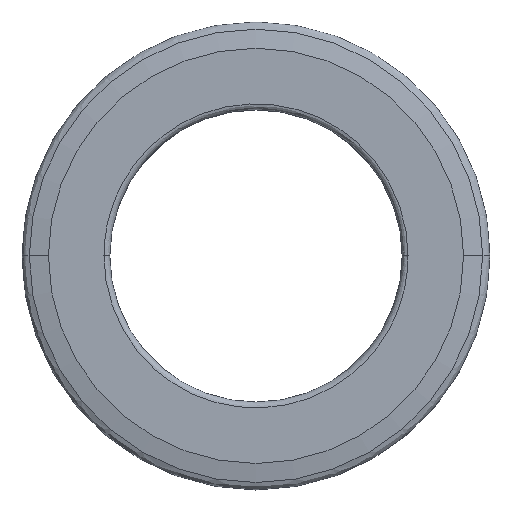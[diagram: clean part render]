
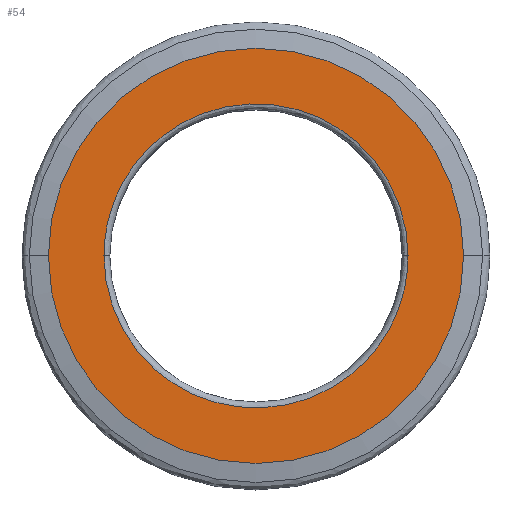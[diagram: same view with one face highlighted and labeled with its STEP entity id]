
A CAD part, top view. The second image highlights one B-rep face of the part: STEP entity #54.
In plain terms, the highlighted planar face has unit normal (0, 0, 1).
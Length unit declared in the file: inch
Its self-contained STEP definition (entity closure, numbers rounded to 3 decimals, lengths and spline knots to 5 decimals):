
#34 = CARTESIAN_POINT ( 'NONE',  ( -2.04724, -4.09449, 1.9685 ) ) ;
#54 = ADVANCED_FACE ( 'NONE', ( #237, #549 ), #85, .F. ) ;
#66 = ORIENTED_EDGE ( 'NONE', *, *, #80, .F. ) ;
#80 = EDGE_CURVE ( 'NONE', #309, #671, #172, .T. ) ;
#85 = PLANE ( 'NONE',  #418 ) ;
#89 = CARTESIAN_POINT ( 'NONE',  ( 0., 0., 1.9685 ) ) ;
#98 = CARTESIAN_POINT ( 'NONE',  ( 0., 0., 1.9685 ) ) ;
#103 = CARTESIAN_POINT ( 'NONE',  ( -2.04724, 0., 1.9685 ) ) ;
#112 = CARTESIAN_POINT ( 'NONE',  ( 2.04724, -4.09449, 1.9685 ) ) ;
#159 = AXIS2_PLACEMENT_3D ( 'NONE', #225, #515, #290 ) ;
#164 = EDGE_CURVE ( 'NONE', #224, #462, #623, .T. ) ;
#172 =( BOUNDED_CURVE ( )  B_SPLINE_CURVE ( 3, ( #306, #590, #196, #403 ),
 .UNSPECIFIED., .F., .T. ) 
 B_SPLINE_CURVE_WITH_KNOTS ( ( 4, 4 ),
 ( 0., 0.5 ),
 .UNSPECIFIED. ) 
 CURVE ( )  GEOMETRIC_REPRESENTATION_ITEM ( )  RATIONAL_B_SPLINE_CURVE ( ( 1., 0.333, 0.333, 1. ) ) 
 REPRESENTATION_ITEM ( '' )  );
#196 = CARTESIAN_POINT ( 'NONE',  ( -2.04724, 4.09449, 1.9685 ) ) ;
#215 = ORIENTED_EDGE ( 'NONE', *, *, #232, .F. ) ;
#224 = VERTEX_POINT ( 'NONE', #317 ) ;
#225 = CARTESIAN_POINT ( 'NONE',  ( 0., 0., 1.9685 ) ) ;
#232 = EDGE_CURVE ( 'NONE', #671, #309, #584, .T. ) ;
#237 = FACE_BOUND ( 'NONE', #661, .T. ) ;
#264 = CIRCLE ( 'NONE', #469, 2.79528 ) ;
#290 = DIRECTION ( 'NONE',  ( -1., 0., 0. ) ) ;
#297 = EDGE_LOOP ( 'NONE', ( #731, #856 ) ) ;
#306 = CARTESIAN_POINT ( 'NONE',  ( 2.04724, 0., 1.9685 ) ) ;
#309 = VERTEX_POINT ( 'NONE', #913 ) ;
#317 = CARTESIAN_POINT ( 'NONE',  ( 2.79528, 0., 1.9685 ) ) ;
#380 = CARTESIAN_POINT ( 'NONE',  ( -2.04724, 0., 1.9685 ) ) ;
#403 = CARTESIAN_POINT ( 'NONE',  ( -2.04724, 0., 1.9685 ) ) ;
#418 = AXIS2_PLACEMENT_3D ( 'NONE', #89, #729, #827 ) ;
#462 = VERTEX_POINT ( 'NONE', #852 ) ;
#469 = AXIS2_PLACEMENT_3D ( 'NONE', #98, #511, #741 ) ;
#511 = DIRECTION ( 'NONE',  ( 0., 0., -1. ) ) ;
#515 = DIRECTION ( 'NONE',  ( 0., 0., -1. ) ) ;
#549 = FACE_OUTER_BOUND ( 'NONE', #297, .T. ) ;
#584 =( BOUNDED_CURVE ( )  B_SPLINE_CURVE ( 3, ( #380, #34, #112, #737 ),
 .UNSPECIFIED., .F., .T. ) 
 B_SPLINE_CURVE_WITH_KNOTS ( ( 4, 4 ),
 ( 0.5, 1. ),
 .UNSPECIFIED. ) 
 CURVE ( )  GEOMETRIC_REPRESENTATION_ITEM ( )  RATIONAL_B_SPLINE_CURVE ( ( 1., 0.333, 0.333, 1. ) ) 
 REPRESENTATION_ITEM ( '' )  );
#590 = CARTESIAN_POINT ( 'NONE',  ( 2.04724, 4.09449, 1.9685 ) ) ;
#623 = CIRCLE ( 'NONE', #159, 2.79528 ) ;
#661 = EDGE_LOOP ( 'NONE', ( #215, #66 ) ) ;
#671 = VERTEX_POINT ( 'NONE', #103 ) ;
#726 = EDGE_CURVE ( 'NONE', #462, #224, #264, .T. ) ;
#729 = DIRECTION ( 'NONE',  ( 0., 0., -1. ) ) ;
#731 = ORIENTED_EDGE ( 'NONE', *, *, #726, .F. ) ;
#737 = CARTESIAN_POINT ( 'NONE',  ( 2.04724, 0., 1.9685 ) ) ;
#741 = DIRECTION ( 'NONE',  ( -1., 0., 0. ) ) ;
#827 = DIRECTION ( 'NONE',  ( -1., 0., 0. ) ) ;
#852 = CARTESIAN_POINT ( 'NONE',  ( -2.79528, 0., 1.9685 ) ) ;
#856 = ORIENTED_EDGE ( 'NONE', *, *, #164, .F. ) ;
#913 = CARTESIAN_POINT ( 'NONE',  ( 2.04724, 0., 1.9685 ) ) ;
